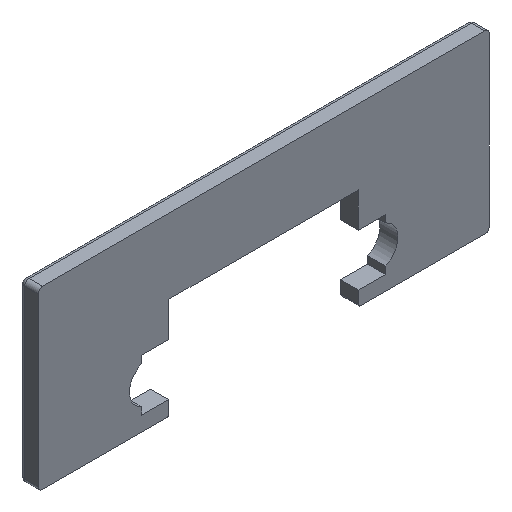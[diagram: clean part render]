
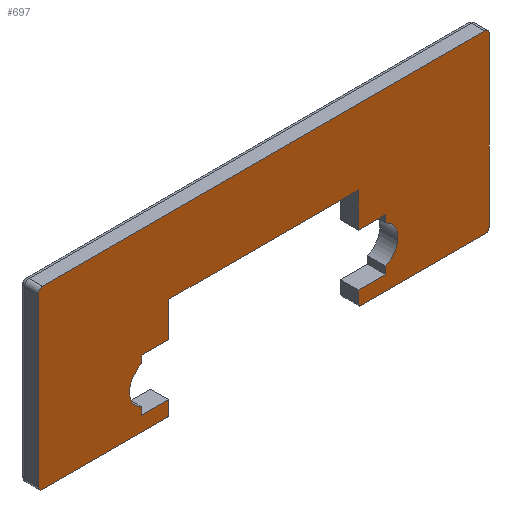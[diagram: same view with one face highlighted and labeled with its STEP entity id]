
A CAD part, isometric view. The second image highlights one B-rep face of the part: STEP entity #697.
In plain terms, the highlighted planar face has unit normal (0, -1, 0).
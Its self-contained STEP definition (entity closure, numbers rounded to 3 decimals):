
#239=CARTESIAN_POINT('',(100.,-4.0,-16.));
#240=VERTEX_POINT('',#239);
#241=CARTESIAN_POINT('',(98.,-4.0,-18.));
#242=VERTEX_POINT('',#241);
#243=CARTESIAN_POINT('',(98.,-4.0,-16.));
#244=DIRECTION('',(0.0,1.0,0.0));
#245=DIRECTION('',(0.707,0.0,-0.707));
#246=AXIS2_PLACEMENT_3D('',#243,#244,#245);
#247=CIRCLE('',#246,2.0);
#248=EDGE_CURVE('',#240,#242,#247,.T.);
#293=CARTESIAN_POINT('',(98.,-4.0,60.));
#294=VERTEX_POINT('',#293);
#295=CARTESIAN_POINT('',(100.,-4.0,58.));
#296=VERTEX_POINT('',#295);
#297=CARTESIAN_POINT('',(98.,-4.0,58.));
#298=DIRECTION('',(0.0,1.,0.0));
#299=DIRECTION('',(0.707,0.0,0.707));
#300=AXIS2_PLACEMENT_3D('',#297,#298,#299);
#301=CIRCLE('',#300,2.);
#302=EDGE_CURVE('',#294,#296,#301,.T.);
#347=CARTESIAN_POINT('',(-100.0,-4.0,58.));
#348=VERTEX_POINT('',#347);
#349=CARTESIAN_POINT('',(-98.,-4.0,60.));
#350=VERTEX_POINT('',#349);
#351=CARTESIAN_POINT('',(-98.0,-4.0,58.));
#352=DIRECTION('',(0.0,1.0,0.0));
#353=DIRECTION('',(-0.707,0.0,0.707));
#354=AXIS2_PLACEMENT_3D('',#351,#352,#353);
#355=CIRCLE('',#354,2.);
#356=EDGE_CURVE('',#348,#350,#355,.T.);
#401=CARTESIAN_POINT('',(-98.0,-4.0,-18.));
#402=VERTEX_POINT('',#401);
#403=CARTESIAN_POINT('',(-100.0,-4.0,-16.));
#404=VERTEX_POINT('',#403);
#405=CARTESIAN_POINT('',(-98.0,-4.0,-16.));
#406=DIRECTION('',(0.0,1.,0.0));
#407=DIRECTION('',(-0.707,0.0,-0.707));
#408=AXIS2_PLACEMENT_3D('',#405,#406,#407);
#409=CIRCLE('',#408,2.);
#410=EDGE_CURVE('',#402,#404,#409,.T.);
#486=CARTESIAN_POINT('',(100.,-4.0,58.));
#487=DIRECTION('',(0.0,0.0,-1.0));
#488=VECTOR('',#487,74.);
#489=LINE('',#486,#488);
#490=EDGE_CURVE('',#296,#240,#489,.T.);
#503=CARTESIAN_POINT('',(-98.,-4.0,60.));
#504=DIRECTION('',(1.0,0.0,0.0));
#505=VECTOR('',#504,196.);
#506=LINE('',#503,#505);
#507=EDGE_CURVE('',#350,#294,#506,.T.);
#520=CARTESIAN_POINT('',(-100.0,-4.0,-16.));
#521=DIRECTION('',(0.0,0.0,1.0));
#522=VECTOR('',#521,74.);
#523=LINE('',#520,#522);
#524=EDGE_CURVE('',#404,#348,#523,.T.);
#529=CARTESIAN_POINT('',(0.,-4.0,22.612));
#530=DIRECTION('',(0.0,1.0,0.0));
#531=DIRECTION('',(0.0,0.0,1.0));
#532=AXIS2_PLACEMENT_3D('',#529,#530,#531);
#533=PLANE('',#532);
#534=ORIENTED_EDGE('',*,*,#248,.F.);
#535=ORIENTED_EDGE('',*,*,#490,.F.);
#536=ORIENTED_EDGE('',*,*,#302,.F.);
#537=ORIENTED_EDGE('',*,*,#507,.F.);
#538=ORIENTED_EDGE('',*,*,#356,.F.);
#539=ORIENTED_EDGE('',*,*,#524,.F.);
#540=ORIENTED_EDGE('',*,*,#410,.F.);
#541=CARTESIAN_POINT('',(-43.,-4.0,-18.));
#542=VERTEX_POINT('',#541);
#543=CARTESIAN_POINT('',(-43.,-4.0,-18.));
#544=DIRECTION('',(-1.0,0.0,0.0));
#545=VECTOR('',#544,55.);
#546=LINE('',#543,#545);
#547=EDGE_CURVE('',#542,#402,#546,.T.);
#548=ORIENTED_EDGE('',*,*,#547,.F.);
#549=CARTESIAN_POINT('',(-42.,-4.0,-17.));
#550=VERTEX_POINT('',#549);
#551=CARTESIAN_POINT('',(-43.,-4.0,-17.));
#552=DIRECTION('',(0.0,1.0,0.0));
#553=DIRECTION('',(-1.0,0.0,0.0));
#554=AXIS2_PLACEMENT_3D('',#551,#552,#553);
#555=CIRCLE('',#554,1.0);
#556=EDGE_CURVE('',#550,#542,#555,.T.);
#557=ORIENTED_EDGE('',*,*,#556,.F.);
#558=CARTESIAN_POINT('',(-42.,-4.0,-11.5));
#559=VERTEX_POINT('',#558);
#560=CARTESIAN_POINT('',(-42.,-4.0,-11.5));
#561=DIRECTION('',(0.0,0.0,-1.0));
#562=VECTOR('',#561,5.5);
#563=LINE('',#560,#562);
#564=EDGE_CURVE('',#559,#550,#563,.T.);
#565=ORIENTED_EDGE('',*,*,#564,.F.);
#566=CARTESIAN_POINT('',(-54.,-4.0,-11.5));
#567=VERTEX_POINT('',#566);
#568=CARTESIAN_POINT('',(-54.,-4.0,-11.5));
#569=DIRECTION('',(1.0,0.0,0.0));
#570=VECTOR('',#569,12.);
#571=LINE('',#568,#570);
#572=EDGE_CURVE('',#567,#559,#571,.T.);
#573=ORIENTED_EDGE('',*,*,#572,.F.);
#574=CARTESIAN_POINT('',(-54.,-4.0,-8.292));
#575=VERTEX_POINT('',#574);
#576=CARTESIAN_POINT('',(-54.,-4.0,-8.292));
#577=DIRECTION('',(0.0,0.0,-1.0));
#578=VECTOR('',#577,3.208);
#579=LINE('',#576,#578);
#580=EDGE_CURVE('',#575,#567,#579,.T.);
#581=ORIENTED_EDGE('',*,*,#580,.F.);
#582=CARTESIAN_POINT('',(-54.,-4.0,8.292));
#583=VERTEX_POINT('',#582);
#584=CARTESIAN_POINT('',(-50.5,-4.0,0.0));
#585=DIRECTION('',(0.0,-1.,0.0));
#586=DIRECTION('',(-0.389,0.0,-0.921));
#587=AXIS2_PLACEMENT_3D('',#584,#585,#586);
#588=CIRCLE('',#587,9.0);
#589=EDGE_CURVE('',#583,#575,#588,.T.);
#590=ORIENTED_EDGE('',*,*,#589,.F.);
#591=CARTESIAN_POINT('',(-54.,-4.0,11.5));
#592=VERTEX_POINT('',#591);
#593=CARTESIAN_POINT('',(-54.,-4.0,11.5));
#594=DIRECTION('',(0.0,0.0,-1.0));
#595=VECTOR('',#594,3.208);
#596=LINE('',#593,#595);
#597=EDGE_CURVE('',#592,#583,#596,.T.);
#598=ORIENTED_EDGE('',*,*,#597,.F.);
#599=CARTESIAN_POINT('',(-42.,-4.0,11.5));
#600=VERTEX_POINT('',#599);
#601=CARTESIAN_POINT('',(-42.,-4.0,11.5));
#602=DIRECTION('',(-1.0,0.0,0.0));
#603=VECTOR('',#602,12.);
#604=LINE('',#601,#603);
#605=EDGE_CURVE('',#600,#592,#604,.T.);
#606=ORIENTED_EDGE('',*,*,#605,.F.);
#607=CARTESIAN_POINT('',(-42.,-4.0,27.));
#608=VERTEX_POINT('',#607);
#609=CARTESIAN_POINT('',(-42.,-4.0,27.));
#610=DIRECTION('',(0.0,0.0,-1.0));
#611=VECTOR('',#610,15.5);
#612=LINE('',#609,#611);
#613=EDGE_CURVE('',#608,#600,#612,.T.);
#614=ORIENTED_EDGE('',*,*,#613,.F.);
#615=CARTESIAN_POINT('',(42.,-4.0,27.));
#616=VERTEX_POINT('',#615);
#617=CARTESIAN_POINT('',(42.,-4.0,27.));
#618=DIRECTION('',(-1.0,0.0,0.0));
#619=VECTOR('',#618,84.);
#620=LINE('',#617,#619);
#621=EDGE_CURVE('',#616,#608,#620,.T.);
#622=ORIENTED_EDGE('',*,*,#621,.F.);
#623=CARTESIAN_POINT('',(42.,-4.0,11.5));
#624=VERTEX_POINT('',#623);
#625=CARTESIAN_POINT('',(42.,-4.0,11.5));
#626=DIRECTION('',(0.0,0.0,1.0));
#627=VECTOR('',#626,15.5);
#628=LINE('',#625,#627);
#629=EDGE_CURVE('',#624,#616,#628,.T.);
#630=ORIENTED_EDGE('',*,*,#629,.F.);
#631=CARTESIAN_POINT('',(54.,-4.0,11.5));
#632=VERTEX_POINT('',#631);
#633=CARTESIAN_POINT('',(54.,-4.0,11.5));
#634=DIRECTION('',(-1.0,0.0,0.0));
#635=VECTOR('',#634,12.);
#636=LINE('',#633,#635);
#637=EDGE_CURVE('',#632,#624,#636,.T.);
#638=ORIENTED_EDGE('',*,*,#637,.F.);
#639=CARTESIAN_POINT('',(54.,-4.0,8.292));
#640=VERTEX_POINT('',#639);
#641=CARTESIAN_POINT('',(54.,-4.0,8.292));
#642=DIRECTION('',(0.,0.0,1.0));
#643=VECTOR('',#642,3.208);
#644=LINE('',#641,#643);
#645=EDGE_CURVE('',#640,#632,#644,.T.);
#646=ORIENTED_EDGE('',*,*,#645,.F.);
#647=CARTESIAN_POINT('',(54.,-4.0,-8.292));
#648=VERTEX_POINT('',#647);
#649=CARTESIAN_POINT('',(50.5,-4.0,0.));
#650=DIRECTION('',(0.0,-1.,0.0));
#651=DIRECTION('',(0.389,0.0,0.921));
#652=AXIS2_PLACEMENT_3D('',#649,#650,#651);
#653=CIRCLE('',#652,9.);
#654=EDGE_CURVE('',#648,#640,#653,.T.);
#655=ORIENTED_EDGE('',*,*,#654,.F.);
#656=CARTESIAN_POINT('',(54.,-4.0,-11.5));
#657=VERTEX_POINT('',#656);
#658=CARTESIAN_POINT('',(54.,-4.0,-11.5));
#659=DIRECTION('',(0.,0.0,1.0));
#660=VECTOR('',#659,3.208);
#661=LINE('',#658,#660);
#662=EDGE_CURVE('',#657,#648,#661,.T.);
#663=ORIENTED_EDGE('',*,*,#662,.F.);
#664=CARTESIAN_POINT('',(42.,-4.0,-11.5));
#665=VERTEX_POINT('',#664);
#666=CARTESIAN_POINT('',(42.,-4.0,-11.5));
#667=DIRECTION('',(1.0,0.0,0.0));
#668=VECTOR('',#667,12.);
#669=LINE('',#666,#668);
#670=EDGE_CURVE('',#665,#657,#669,.T.);
#671=ORIENTED_EDGE('',*,*,#670,.F.);
#672=CARTESIAN_POINT('',(42.,-4.0,-17.));
#673=VERTEX_POINT('',#672);
#674=CARTESIAN_POINT('',(42.,-4.0,-17.));
#675=DIRECTION('',(0.0,0.0,1.0));
#676=VECTOR('',#675,5.5);
#677=LINE('',#674,#676);
#678=EDGE_CURVE('',#673,#665,#677,.T.);
#679=ORIENTED_EDGE('',*,*,#678,.F.);
#680=CARTESIAN_POINT('',(43.,-4.0,-18.));
#681=VERTEX_POINT('',#680);
#682=CARTESIAN_POINT('',(43.,-4.0,-17.));
#683=DIRECTION('',(0.0,1.0,0.0));
#684=DIRECTION('',(0.0,0.0,1.0));
#685=AXIS2_PLACEMENT_3D('',#682,#683,#684);
#686=CIRCLE('',#685,1.0);
#687=EDGE_CURVE('',#681,#673,#686,.T.);
#688=ORIENTED_EDGE('',*,*,#687,.F.);
#689=CARTESIAN_POINT('',(98.,-4.0,-18.));
#690=DIRECTION('',(-1.0,0.0,0.0));
#691=VECTOR('',#690,55.);
#692=LINE('',#689,#691);
#693=EDGE_CURVE('',#242,#681,#692,.T.);
#694=ORIENTED_EDGE('',*,*,#693,.F.);
#695=EDGE_LOOP('',(#534,#535,#536,#537,#538,#539,#540,#548,#557,#565,#573,#581,#590,#598,#606,#614,#622,#630,#638,#646,#655,#663,#671,#679,#688,#694));
#696=FACE_OUTER_BOUND('',#695,.T.);
#697=ADVANCED_FACE('',(#696),#533,.F.);
